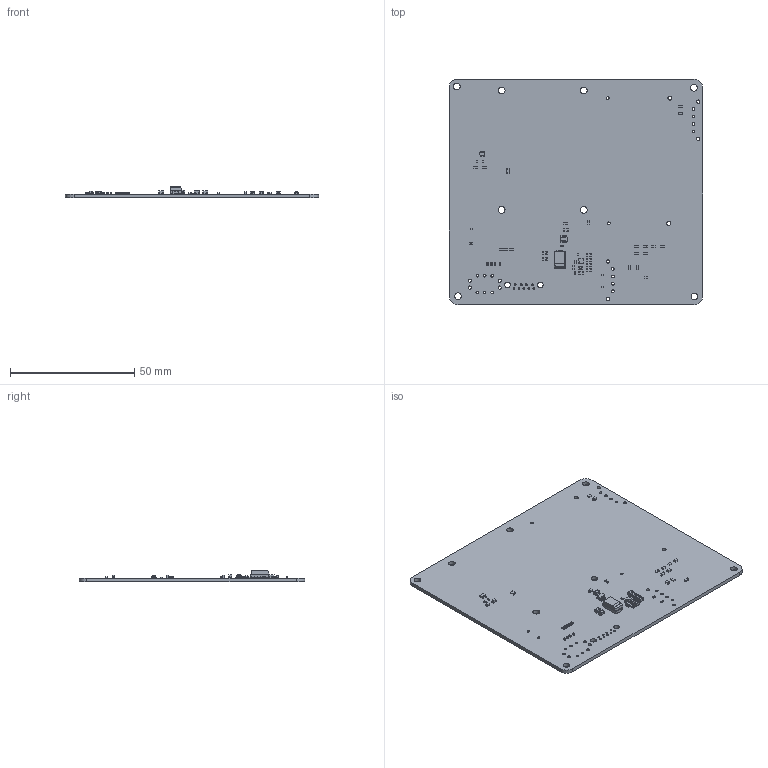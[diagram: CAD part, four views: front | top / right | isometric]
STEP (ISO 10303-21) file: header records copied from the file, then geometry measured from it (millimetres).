
FILE_DESCRIPTION(('KiCad electronic assembly'),'2;1');
FILE_NAME('CM5IO.step','2025-06-12T14:40:48',('Pcbnew'),('Kicad'), 'Open CASCADE STEP processor 7.8','KiCad to STEP converter','Unknown' );
FILE_SCHEMA(('AUTOMOTIVE_DESIGN { 1 0 10303 214 1 1 1 1 }'));
Length unit declared in the file: millimetre
Products named in the file (14): CM5IO 1; R_0402_1005Metric; LED_0603_1608Metric; SOT-353_SC-70-5; R_0805_2012Metric; DFN-8-1EP_2x2mm_P0.5mm_EP1.05x1.75mm; C_0805_2012Metric; C_0402_1005Metric; C_0402; C_0603_1608Metric; R_0603_1608Metric; CP_EIA-7343-31_Kemet-D; SOT-23-6; CM5IO_PCB
Assembly tree (53 placements, depth 2):
  CM5IO 1
    R_0402_1005Metric  x6
    LED_0603_1608Metric  x4
    SOT-353_SC-70-5
    R_0805_2012Metric
    DFN-8-1EP_2x2mm_P0.5mm_EP1.05x1.75mm
    C_0805_2012Metric  x9
    C_0402_1005Metric  x4
    C_0402  x13
    C_0603_1608Metric  x5
    R_0603_1608Metric  x6
    CP_EIA-7343-31_Kemet-D
    SOT-23-6
    CM5IO_PCB
Bounding box: 101.85 x 90.83 x 4.7 mm (x, y, z)
Volume: 13966.9 mm3; surface area: 19641 mm2
Topology: 53 solids, 53 shells, 1797 faces, 4673 edges, 3052 vertices
Faces by surface type: plane 1114, cylinder 615, bspline 68
Full cylindrical faces by diameter (mm): 0.4 x1, 0.7 x9, 1.02 x6, 1.067 x8, 1.1 x1, 1.15 x1, 1.27 x4, 1.321 x4, 1.6 x1, 1.65 x1, 2.3 x2, 2.7 x8
Entity records: 24975 total; most frequent: CARTESIAN_POINT 4797, ORIENTED_EDGE 3300, DIRECTION 3168, EDGE_CURVE 1650, LINE 1186, VECTOR 1186, VERTEX_POINT 1058, AXIS2_PLACEMENT_3D 991
